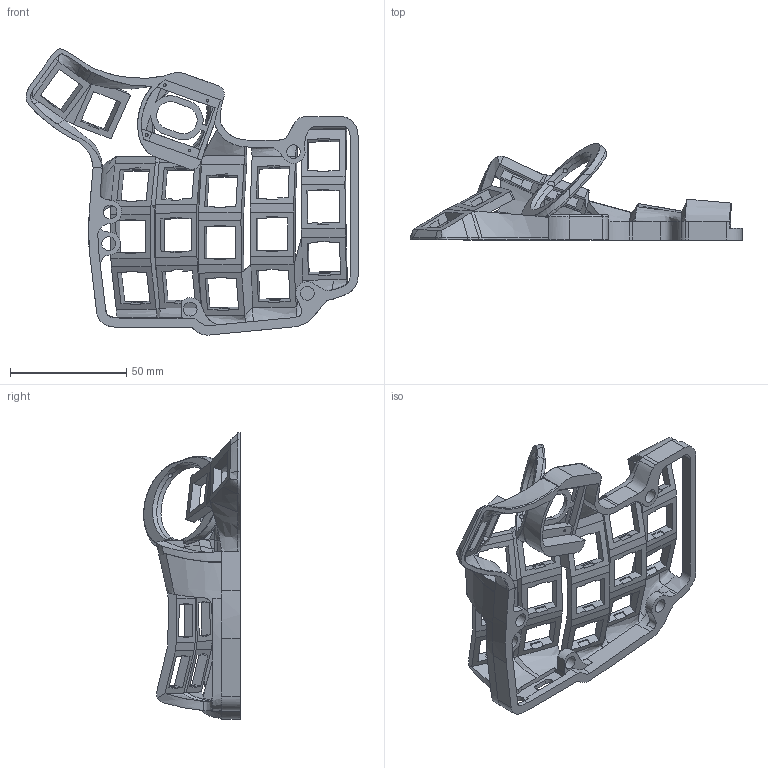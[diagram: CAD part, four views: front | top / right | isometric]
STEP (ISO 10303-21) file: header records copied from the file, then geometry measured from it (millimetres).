
FILE_DESCRIPTION(/* description */ (''),/* implementation_level */ '2;1');
FILE_NAME(/* name */ 'Skeletyl_v3 rotate th 15 two key try cut basket (fix) v4.step',/* time_stamp */ '2023-03-08T20:21:22+07:00',/* author */ (''),/* organization */ (''),/* preprocessor_version */ 'ST-DEVELOPER v19',/* originating_system */ 'Autodesk Translation Framework v11.7.0.108',/* authorisation */ '');
FILE_SCHEMA (('AUTOMOTIVE_DESIGN { 1 0 10303 214 3 1 1 }'));
Length unit declared in the file: millimetre
Products named in the file (1): Skeletyl_v3 rotate th 15 two key try cut basket (fix)
Bounding box: 143.05 x 41.59 x 123.3 mm (x, y, z)
Volume: 44436.6 mm3; surface area: 36591.1 mm2
Topology: 1 solids, 3 shells, 619 faces, 1758 edges, 1123 vertices
Faces by surface type: plane 385, bspline 163, cylinder 58, sphere 11, torus 2
Full cylindrical faces by diameter (mm): 1.2 x4, 4.95 x1, 5.9 x5
Entity records: 25772 total; most frequent: CARTESIAN_POINT 10754, ORIENTED_EDGE 3512, DIRECTION 2486, EDGE_CURVE 1756, LINE 1224, VECTOR 1224, VERTEX_POINT 1123, EDGE_LOOP 679
